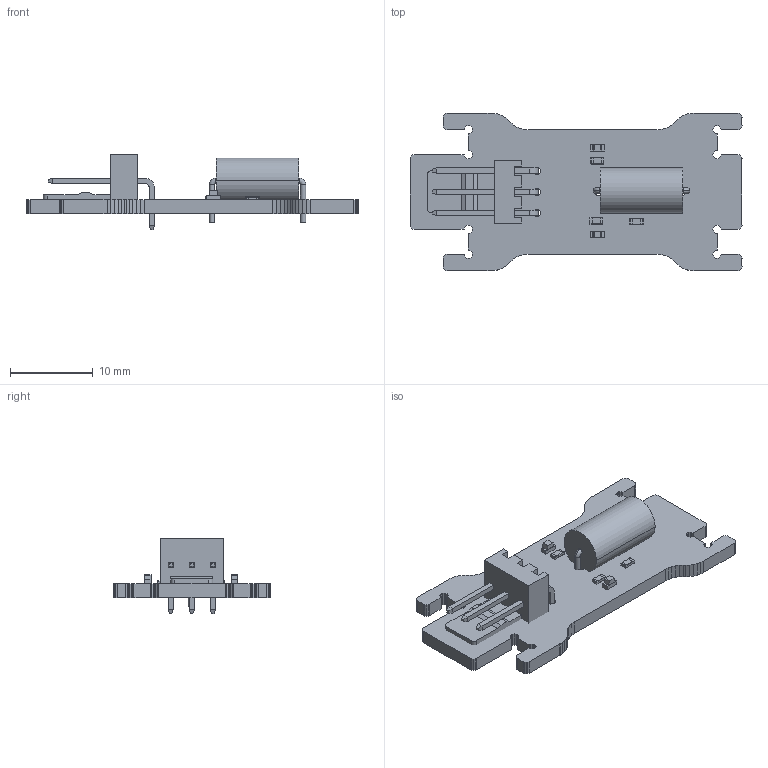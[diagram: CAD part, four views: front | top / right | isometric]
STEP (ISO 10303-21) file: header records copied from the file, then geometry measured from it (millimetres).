
FILE_DESCRIPTION(('Open CASCADE Model'),'2;1');
FILE_NAME('Open CASCADE Shape Model','2015-11-19T21:39:52',('Author'),( 'Open CASCADE'),'Open CASCADE STEP processor 6.2','Open CASCADE 6.2' ,'Unknown');
FILE_SCHEMA(('AUTOMOTIVE_DESIGN { 1 0 10303 214 1 1 1 1 }'));
Length unit declared in the file: millimetre
Products named in the file (12): PCB; Board; D2; User_Library-led0603_GRE; D1; R1; RESC1608(0603); R2; R3; Free-Models; 2510-3P-W; ъ訇羲壽
Assembly tree (14 placements, depth 3):
  PCB
    Board
    D2
      User_Library-led0603_GRE
    D1
      User_Library-led0603_GRE
    R1
      RESC1608(0603)
    R2
      RESC1608(0603)
    R3
      RESC1608(0603)
    Free-Models
      2510-3P-W
      ъ訇羲壽
Bounding box: 40.03 x 19.03 x 9.08 mm (x, y, z)
Volume: 1441.3 mm3; surface area: 2172 mm2
Topology: 20 solids, 20 shells, 650 faces, 1674 edges, 1048 vertices
Faces by surface type: plane 527, cylinder 95, sphere 24, torus 4
Full cylindrical faces by diameter (mm): 0.9 x5
Entity records: 36030 total; most frequent: CARTESIAN_POINT 7083, DIRECTION 5090, LINE 3816, VECTOR 3816, ORIENTED_EDGE 2784, PCURVE 2784, DEFINITIONAL_REPRESENTATION 2784, EDGE_CURVE 1392
